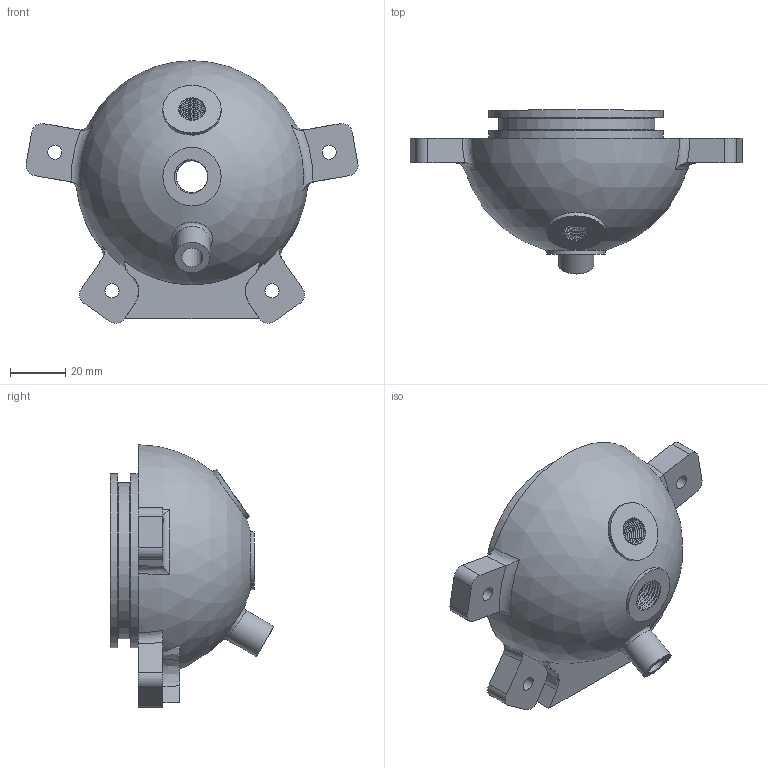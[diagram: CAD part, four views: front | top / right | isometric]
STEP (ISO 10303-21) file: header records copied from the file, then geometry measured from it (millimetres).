
FILE_DESCRIPTION(/* description */ ('','CAx-IF Rec.Pracs.---Representation and Presentation of Product Manufacturing Information (PMI)---4.0---2014-10-13'),/* implementation_level */ '2;1');
FILE_NAME(/* name */ 'Multi_PassThrough_Endcap.step',/* time_stamp */ '2025-02-25T19:31:09-05:00',/* author */ (''),/* organization */ (''),/* preprocessor_version */ 'ST-DEVELOPER v20',/* originating_system */ 'Autodesk Translation Framework v13.20.0.188',/* authorisation */ '');
FILE_SCHEMA (('AP242_MANAGED_MODEL_BASED_3D_ENGINEERING_MIM_LF { 1 0 10303 442 1 1 4 }'));
Length unit declared in the file: millimetre
Products named in the file (2): SCUBA_cap_Presto_v2; Component1
Assembly tree (1 placements, depth 2):
  SCUBA_cap_Presto_v2
    Component1
Bounding box: 120 x 59.2 x 94.87 mm (x, y, z)
Volume: 136263.8 mm3; surface area: 34431 mm2
Topology: 1 solids, 1 shells, 137 faces, 385 edges, 256 vertices
Faces by surface type: cylinder 79, plane 34, torus 12, bspline 9, sphere 3
Full cylindrical faces by diameter (mm): 1.778 x1, 5.08 x4, 7.62 x1, 9.881 x12, 11.113 x12, 11.468 x12, 12.7 x14, 21.082 x2, 51.562 x1, 56.388 x1, 62.967 x2, 69.85 x1, 78.943 x1
Entity records: 11280 total; most frequent: CARTESIAN_POINT 7886, ORIENTED_EDGE 770, DIRECTION 598, EDGE_CURVE 385, VERTEX_POINT 256, AXIS2_PLACEMENT_3D 239, EDGE_LOOP 159, B_SPLINE_CURVE_WITH_KNOTS 157
